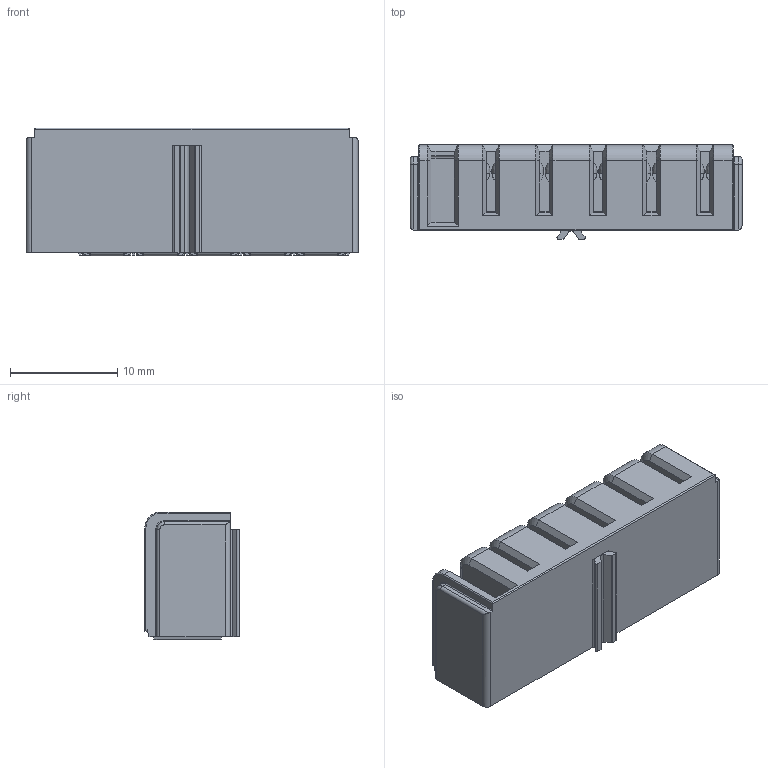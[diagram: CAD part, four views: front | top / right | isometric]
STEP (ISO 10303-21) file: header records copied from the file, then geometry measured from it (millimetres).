
FILE_DESCRIPTION((''),'2;1');
FILE_NAME('C-787328-1','2019-09-26T08:10:33',('workeradm'),('TE Connectivity Ltd.'),'CREO PARAMETRIC BY PTC INC, 2019030','CREO PARAMETRIC BY PTC INC, 2019030','');
FILE_SCHEMA(('AUTOMOTIVE_DESIGN { 1 0 10303 214 1 1 1 1 }'));
Length unit declared in the file: millimetre
Products named in the file (1): C-787328-1
Bounding box: 31 x 8.8 x 11.95 mm (x, y, z)
Volume: 2470 mm3; surface area: 2343.5 mm2
Topology: 1 solids, 1 shells, 380 faces, 1070 edges, 702 vertices
Faces by surface type: plane 212, cylinder 140, cone 12, bspline 10, torus 6
Entity records: 12750 total; most frequent: CARTESIAN_POINT 2466, DIRECTION 2132, ORIENTED_EDGE 2120, EDGE_CURVE 1060, VECTOR 744, LINE 744, AXIS2_PLACEMENT_3D 694, VERTEX_POINT 682
